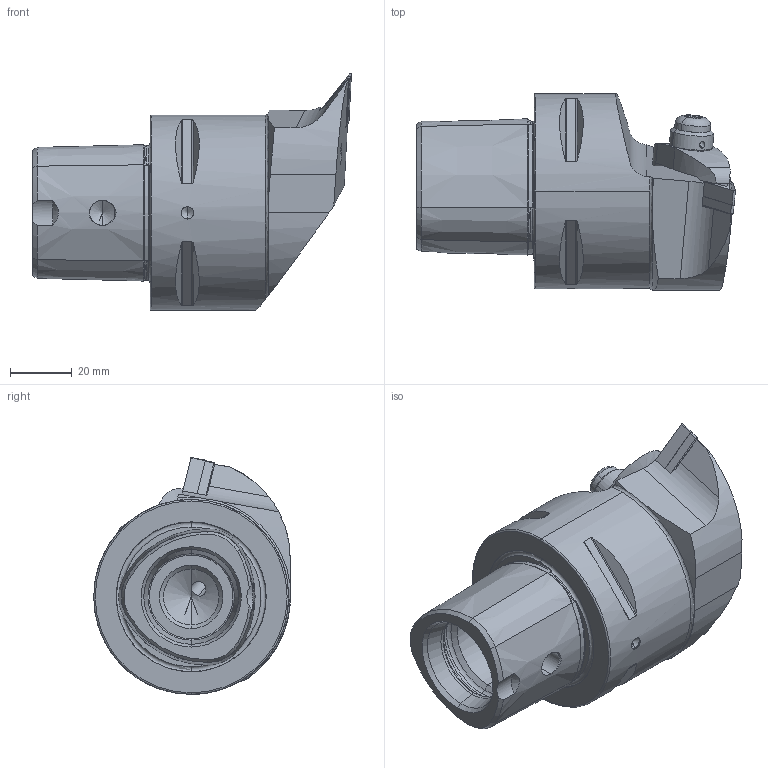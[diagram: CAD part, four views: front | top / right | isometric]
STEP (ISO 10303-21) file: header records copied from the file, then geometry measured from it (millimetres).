
FILE_DESCRIPTION (( 'STEP AP214' ), '1' );
FILE_NAME ('PS6.KVD.LUA.065.STEP', '2014-09-03T09:42:57', ( 'baer' ), ( 'Hewlett-Packard Company' ), 'SwSTEP 2.0', 'SolidWorks 2012', '' );
FILE_SCHEMA (( 'AUTOMOTIVE_DESIGN' ));
Length unit declared in the file: millimetre
Products named in the file (10): KVT_MB_600_060; ISO 13337 - 3 x 12_PreviewCfg; WCC-ER4.103.032_A; WCC-ER5.102.012_B; WCC-ER3.102.029_C; VNMG160404; WCB-ER2.001.009_A; WVD-ER2.101.003_A; PS6-KVD.LUA.065_A; PS6.KVD.LUA.065
Assembly tree (9 placements, depth 2):
  PS6.KVD.LUA.065
    PS6-KVD.LUA.065_A
    WVD-ER2.101.003_A
    WCB-ER2.001.009_A
    VNMG160404
    WCC-ER3.102.029_C
    WCC-ER5.102.012_B
    WCC-ER4.103.032_A
    ISO 13337 - 3 x 12_PreviewCfg
    KVT_MB_600_060
Bounding box: 103 x 63.52 x 76.5 mm (x, y, z)
Volume: 175978.3 mm3; surface area: 33561.1 mm2
Topology: 10 solids, 10 shells, 425 faces, 1032 edges, 621 vertices
Faces by surface type: cylinder 131, cone 124, plane 100, torus 54, bspline 12, sphere 4
Entity records: 14238 total; most frequent: CARTESIAN_POINT 4056, DIRECTION 2054, ORIENTED_EDGE 2022, EDGE_CURVE 1011, AXIS2_PLACEMENT_3D 835, VERTEX_POINT 618, EDGE_LOOP 457, FACE_OUTER_BOUND 425
